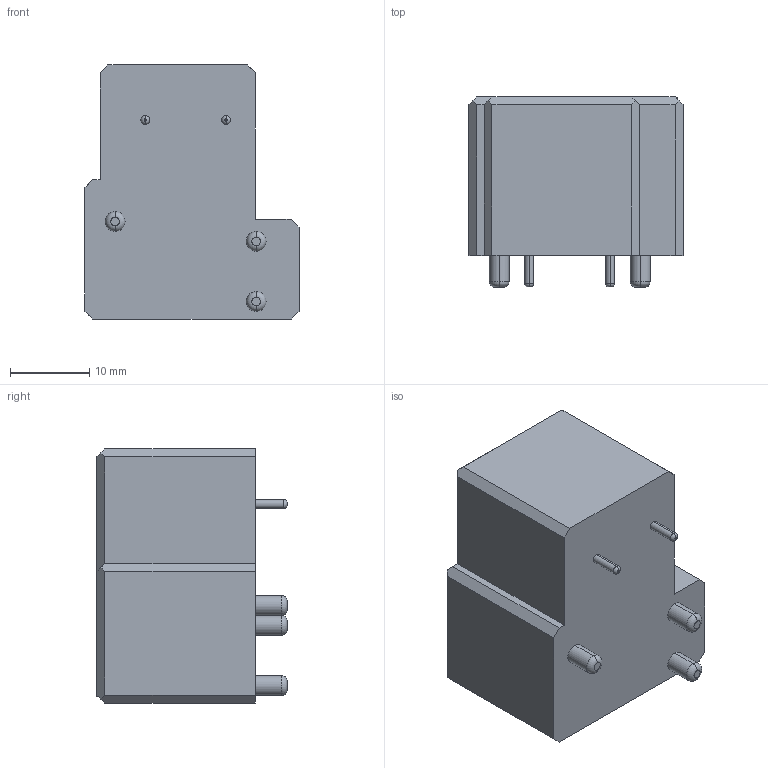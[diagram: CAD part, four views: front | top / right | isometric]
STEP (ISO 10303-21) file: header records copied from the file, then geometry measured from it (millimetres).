
FILE_DESCRIPTION (( 'STEP AP214' ), '1' );
FILE_NAME ('50A relay.STEP', '2022-10-13T14:29:32', ( '' ), ( '' ), 'SwSTEP 2.0', 'SolidWorks 2021', '' );
FILE_SCHEMA (( 'AUTOMOTIVE_DESIGN' ));
Length unit declared in the file: millimetre
Products named in the file (1): 50A relay
Bounding box: 27 x 24 x 32.05 mm (x, y, z)
Volume: 14563.7 mm3; surface area: 3798.4 mm2
Topology: 1 solids, 1 shells, 57 faces, 132 edges, 84 vertices
Faces by surface type: plane 33, cylinder 14, torus 10
Entity records: 1927 total; most frequent: DIRECTION 296, CARTESIAN_POINT 274, ORIENTED_EDGE 264, EDGE_CURVE 132, AXIS2_PLACEMENT_3D 106, LINE 84, VECTOR 84, VERTEX_POINT 84
